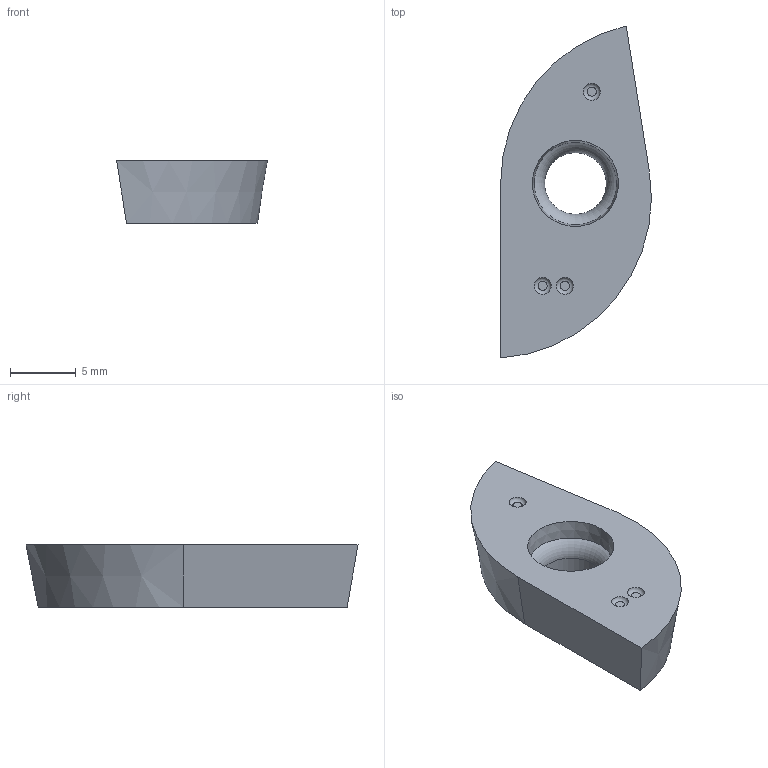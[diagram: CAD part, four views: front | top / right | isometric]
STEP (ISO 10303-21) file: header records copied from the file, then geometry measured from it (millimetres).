
FILE_DESCRIPTION(/* description */ (''),/* implementation_level */ '2;1');
FILE_NAME(/* name */ '1547037932181.stp',/* time_stamp */ '2019-01-09T13:45:47+01:00',/* author */ (''),/* organization */ ('SMS'),/* preprocessor_version */ 'ST-DEVELOPER v15',/* originating_system */ 'SIEMENS PLM Software NX 8.5',/* authorisation */ '');
FILE_SCHEMA (('AUTOMOTIVE_DESIGN { 1 0 10303 214 3 1 1 1 }'));
Length unit declared in the file: millimetre
Products named in the file (1): 201917647mod000_00
Bounding box: 11.48 x 25.28 x 4.76 mm (x, y, z)
Volume: 817.8 mm3; surface area: 709.9 mm2
Topology: 1 solids, 1 shells, 15 faces, 35 edges, 27 vertices
Faces by surface type: plane 7, torus 4, cone 3, cylinder 1
Full cylindrical faces by diameter (mm): 4.7 x1
Entity records: 454 total; most frequent: CARTESIAN_POINT 102, DIRECTION 70, ORIENTED_EDGE 44, AXIS2_PLACEMENT_3D 32, EDGE_LOOP 26, EDGE_CURVE 22, FACE_BOUND 19, VERTEX_POINT 18
